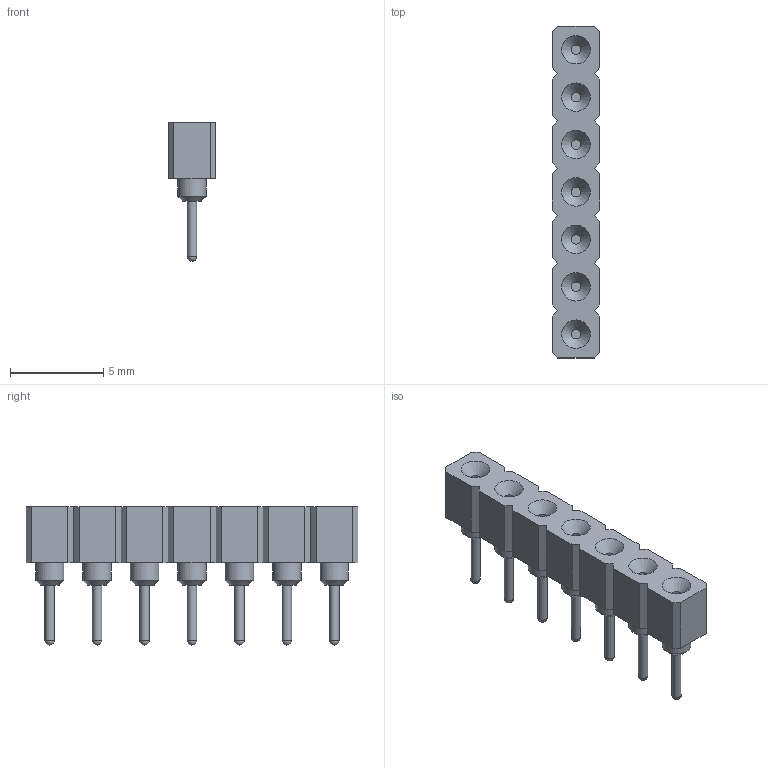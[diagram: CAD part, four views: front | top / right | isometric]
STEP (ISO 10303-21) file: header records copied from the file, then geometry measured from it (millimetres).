
FILE_DESCRIPTION(/* description */ ('model of MachinePinSocket_1x07_P2.54mm'),/* implementation_level */ '2;1');
FILE_NAME(/* name */ 'MachinePinSocket_1x07_P2.54mm.step',/* time_stamp */ '1970-01-01T00:00:00',/* author */ ('KiCAD','kicad'),/* organization */ ('OCCT'),/* preprocessor_version */ '',/* originating_system */ 'KiCAD',/* authorisation */ '');
FILE_SCHEMA(('AUTOMOTIVE_DESIGN { 1 0 10303 214 1 1 1 1 }'));
Length unit declared in the file: millimetre
Products named in the file (1): MachinePinSocket_1x07_P2.54mm
Bounding box: 2.54 x 17.78 x 7.43 mm (x, y, z)
Volume: 141.8 mm3; surface area: 332.6 mm2
Topology: 1 solids, 1 shells, 102 faces, 244 edges, 158 vertices
Faces by surface type: plane 60, cylinder 21, cone 14, sphere 7
Full cylindrical faces by diameter (mm): 0.51 x14, 1.524 x7
Entity records: 1995 total; most frequent: ORIENTED_EDGE 416, EDGE_CURVE 237, CARTESIAN_POINT 216, LINE 167, VERTEX_POINT 158, AXIS2_PLACEMENT_3D 124, FACE_BOUND 123, EDGE_LOOP 123
